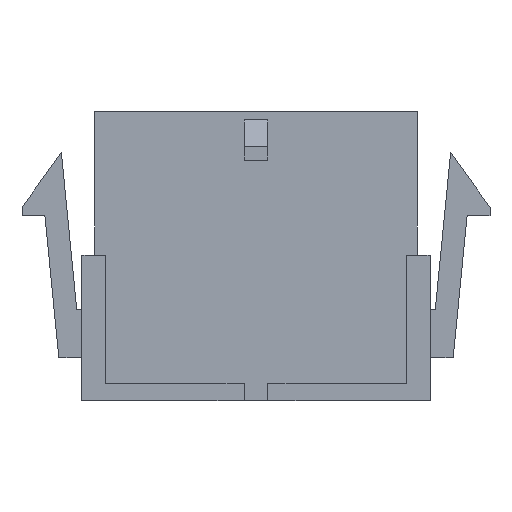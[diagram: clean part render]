
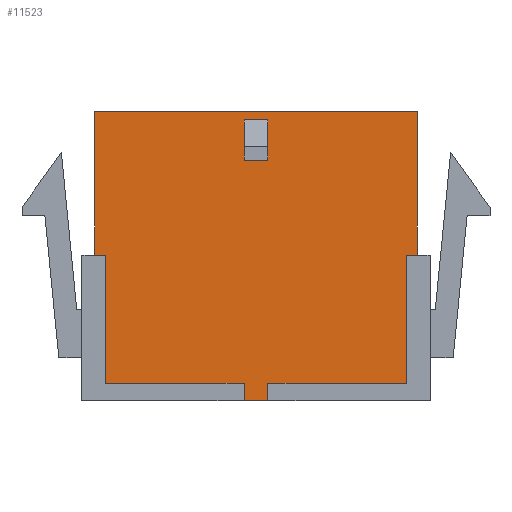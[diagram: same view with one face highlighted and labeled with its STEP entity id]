
A CAD part, front view. The second image highlights one B-rep face of the part: STEP entity #11523.
In plain terms, the highlighted planar face has unit normal (0, -1, 0).
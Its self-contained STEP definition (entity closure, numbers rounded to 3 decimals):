
#1030=ORIENTED_EDGE('',*,*,#4315,.T.);
#1031=ORIENTED_EDGE('',*,*,#4316,.T.);
#1032=ORIENTED_EDGE('',*,*,#4317,.F.);
#1033=ORIENTED_EDGE('',*,*,#4318,.F.);
#1034=ORIENTED_EDGE('',*,*,#4311,.T.);
#1035=ORIENTED_EDGE('',*,*,#3593,.T.);
#1036=ORIENTED_EDGE('',*,*,#4304,.F.);
#1037=ORIENTED_EDGE('',*,*,#4319,.F.);
#1038=ORIENTED_EDGE('',*,*,#4320,.T.);
#1039=ORIENTED_EDGE('',*,*,#4321,.T.);
#1040=ORIENTED_EDGE('',*,*,#4322,.T.);
#1041=ORIENTED_EDGE('',*,*,#4323,.F.);
#1042=ORIENTED_EDGE('',*,*,#4324,.F.);
#1043=ORIENTED_EDGE('',*,*,#4325,.F.);
#1044=ORIENTED_EDGE('',*,*,#4326,.T.);
#1045=ORIENTED_EDGE('',*,*,#4327,.T.);
#3593=EDGE_CURVE('',#5274,#5272,#6367,.T.);
#4304=EDGE_CURVE('',#5905,#5272,#7056,.T.);
#4311=EDGE_CURVE('',#5912,#5274,#7063,.T.);
#4315=EDGE_CURVE('',#5915,#5916,#7067,.T.);
#4316=EDGE_CURVE('',#5916,#5917,#7068,.T.);
#4317=EDGE_CURVE('',#5918,#5917,#7069,.T.);
#4318=EDGE_CURVE('',#5912,#5918,#7070,.T.);
#4319=EDGE_CURVE('',#5919,#5905,#7071,.T.);
#4320=EDGE_CURVE('',#5919,#5920,#7072,.T.);
#4321=EDGE_CURVE('',#5920,#5921,#7073,.T.);
#4322=EDGE_CURVE('',#5921,#5922,#7074,.T.);
#4323=EDGE_CURVE('',#5915,#5922,#7075,.T.);
#4324=EDGE_CURVE('',#5923,#5924,#7076,.T.);
#4325=EDGE_CURVE('',#5925,#5923,#7077,.T.);
#4326=EDGE_CURVE('',#5925,#5926,#7078,.T.);
#4327=EDGE_CURVE('',#5926,#5924,#7079,.T.);
#5272=VERTEX_POINT('',#15934);
#5274=VERTEX_POINT('',#15937);
#5905=VERTEX_POINT('',#17368);
#5912=VERTEX_POINT('',#17384);
#5915=VERTEX_POINT('',#17392);
#5916=VERTEX_POINT('',#17393);
#5917=VERTEX_POINT('',#17395);
#5918=VERTEX_POINT('',#17397);
#5919=VERTEX_POINT('',#17400);
#5920=VERTEX_POINT('',#17402);
#5921=VERTEX_POINT('',#17404);
#5922=VERTEX_POINT('',#17406);
#5923=VERTEX_POINT('',#17409);
#5924=VERTEX_POINT('',#17410);
#5925=VERTEX_POINT('',#17412);
#5926=VERTEX_POINT('',#17414);
#6367=LINE('',#15936,#8006);
#7056=LINE('',#17369,#8695);
#7063=LINE('',#17383,#8702);
#7067=LINE('',#17391,#8706);
#7068=LINE('',#17394,#8707);
#7069=LINE('',#17396,#8708);
#7070=LINE('',#17398,#8709);
#7071=LINE('',#17399,#8710);
#7072=LINE('',#17401,#8711);
#7073=LINE('',#17403,#8712);
#7074=LINE('',#17405,#8713);
#7075=LINE('',#17407,#8714);
#7076=LINE('',#17408,#8715);
#7077=LINE('',#17411,#8716);
#7078=LINE('',#17413,#8717);
#7079=LINE('',#17415,#8718);
#8006=VECTOR('',#12862,1000.);
#8695=VECTOR('',#13775,1000.);
#8702=VECTOR('',#13784,1000.);
#8706=VECTOR('',#13790,1000.);
#8707=VECTOR('',#13791,1000.);
#8708=VECTOR('',#13792,1000.);
#8709=VECTOR('',#13793,1000.);
#8710=VECTOR('',#13794,1000.);
#8711=VECTOR('',#13795,1000.);
#8712=VECTOR('',#13796,1000.);
#8713=VECTOR('',#13797,1000.);
#8714=VECTOR('',#13798,1000.);
#8715=VECTOR('',#13799,1000.);
#8716=VECTOR('',#13800,1000.);
#8717=VECTOR('',#13801,1000.);
#8718=VECTOR('',#13802,1000.);
#9650=EDGE_LOOP('',(#1030,#1031,#1032,#1033,#1034,#1035,#1036,#1037,#1038,
#1039,#1040,#1041));
#9651=EDGE_LOOP('',(#1042,#1043,#1044,#1045));
#10304=FACE_BOUND('',#9650,.T.);
#10305=FACE_BOUND('',#9651,.T.);
#10932=PLANE('',#12177);
#11523=ADVANCED_FACE('',(#10304,#10305),#10932,.T.);
#12177=AXIS2_PLACEMENT_3D('',#17390,#13788,#13789);
#12862=DIRECTION('',(-1.,0.,0.));
#13775=DIRECTION('',(0.,0.,1.));
#13784=DIRECTION('',(0.,0.,1.));
#13788=DIRECTION('',(0.,-1.,0.));
#13789=DIRECTION('',(0.,0.,-1.));
#13790=DIRECTION('',(0.,0.,1.));
#13791=DIRECTION('',(1.,0.,0.));
#13792=DIRECTION('',(0.,0.,-1.));
#13793=DIRECTION('',(-1.,0.,0.));
#13794=DIRECTION('',(-1.,0.,0.));
#13795=DIRECTION('',(0.,0.,-1.));
#13796=DIRECTION('',(1.,0.,0.));
#13797=DIRECTION('',(0.,0.,-1.));
#13798=DIRECTION('',(-1.,0.,0.));
#13799=DIRECTION('',(-1.,0.,0.));
#13800=DIRECTION('',(0.,0.,1.));
#13801=DIRECTION('',(-1.,0.,0.));
#13802=DIRECTION('',(0.,0.,1.));
#15934=CARTESIAN_POINT('',(-9.425,-3.425,8.45));
#15936=CARTESIAN_POINT('',(9.425,-3.425,8.45));
#15937=CARTESIAN_POINT('',(9.425,-3.425,8.45));
#17368=CARTESIAN_POINT('',(-9.425,-3.425,0.05));
#17369=CARTESIAN_POINT('',(-9.425,-3.425,-8.45));
#17383=CARTESIAN_POINT('',(9.425,-3.425,-8.45));
#17384=CARTESIAN_POINT('',(9.425,-3.425,0.05));
#17390=CARTESIAN_POINT('',(9.425,-3.425,-8.45));
#17391=CARTESIAN_POINT('',(0.7,-3.425,-8.45));
#17392=CARTESIAN_POINT('',(0.7,-3.425,-8.45));
#17393=CARTESIAN_POINT('',(0.7,-3.425,-7.45));
#17394=CARTESIAN_POINT('',(0.7,-3.425,-7.45));
#17395=CARTESIAN_POINT('',(8.775,-3.425,-7.45));
#17396=CARTESIAN_POINT('',(8.775,-3.425,0.05));
#17397=CARTESIAN_POINT('',(8.775,-3.425,0.05));
#17398=CARTESIAN_POINT('',(9.425,-3.425,0.05));
#17399=CARTESIAN_POINT('',(-8.775,-3.425,0.05));
#17400=CARTESIAN_POINT('',(-8.775,-3.425,0.05));
#17401=CARTESIAN_POINT('',(-8.775,-3.425,0.05));
#17402=CARTESIAN_POINT('',(-8.775,-3.425,-7.45));
#17403=CARTESIAN_POINT('',(-8.775,-3.425,-7.45));
#17404=CARTESIAN_POINT('',(-0.7,-3.425,-7.45));
#17405=CARTESIAN_POINT('',(-0.7,-3.425,-7.45));
#17406=CARTESIAN_POINT('',(-0.7,-3.425,-8.45));
#17407=CARTESIAN_POINT('',(9.425,-3.425,-8.45));
#17408=CARTESIAN_POINT('',(0.7,-3.425,7.95));
#17409=CARTESIAN_POINT('',(0.7,-3.425,7.95));
#17410=CARTESIAN_POINT('',(-0.7,-3.425,7.95));
#17411=CARTESIAN_POINT('',(0.7,-3.425,5.75));
#17412=CARTESIAN_POINT('',(0.7,-3.425,5.75));
#17413=CARTESIAN_POINT('',(0.7,-3.425,5.75));
#17414=CARTESIAN_POINT('',(-0.7,-3.425,5.75));
#17415=CARTESIAN_POINT('',(-0.7,-3.425,5.75));
